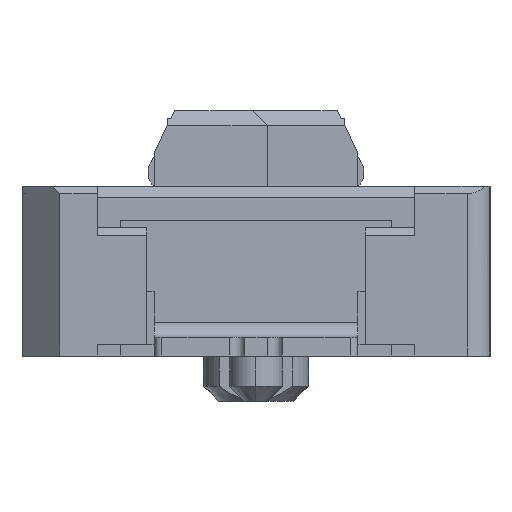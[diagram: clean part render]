
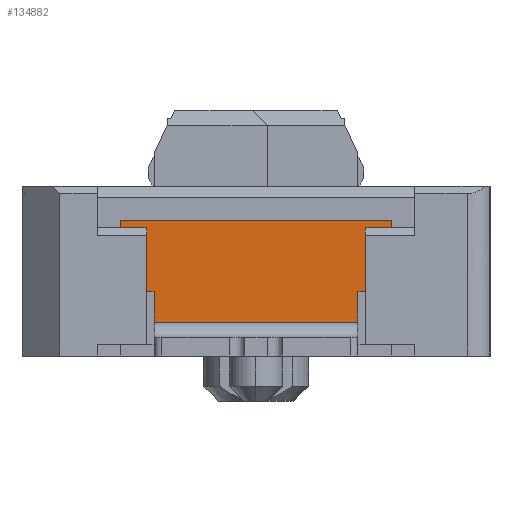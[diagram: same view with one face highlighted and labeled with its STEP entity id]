
A CAD part, left-side view. The second image highlights one B-rep face of the part: STEP entity #134882.
In plain terms, the highlighted planar face has unit normal (-1, 0, 0).
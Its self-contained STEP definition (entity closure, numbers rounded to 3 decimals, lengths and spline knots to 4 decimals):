
#46728=DIRECTION('',(0.,1.,0.));
#46729=VECTOR('',#46728,2.7);
#46730=CARTESIAN_POINT('',(-30.,-1.35,-2.8));
#46731=LINE('',#46730,#46729);
#46732=DIRECTION('',(0.,0.,-1.));
#46733=VECTOR('',#46732,0.4);
#46734=CARTESIAN_POINT('',(-30.,1.35,-2.4));
#46735=LINE('',#46734,#46733);
#46736=DIRECTION('',(0.,-1.,0.));
#46737=VECTOR('',#46736,0.1);
#46738=CARTESIAN_POINT('',(-30.,1.45,-2.4));
#46739=LINE('',#46738,#46737);
#46740=DIRECTION('',(0.,0.,-1.));
#46741=VECTOR('',#46740,0.1);
#46742=CARTESIAN_POINT('',(-30.,1.8,-1.45));
#46743=LINE('',#46742,#46741);
#46744=DIRECTION('',(0.,1.,0.));
#46745=VECTOR('',#46744,3.6);
#46746=CARTESIAN_POINT('',(-30.,-1.8,-1.45));
#46747=LINE('',#46746,#46745);
#46748=DIRECTION('',(0.,0.,1.));
#46749=VECTOR('',#46748,0.1);
#46750=CARTESIAN_POINT('',(-30.,-1.8,-1.55));
#46751=LINE('',#46750,#46749);
#46752=DIRECTION('',(0.,-1.,0.));
#46753=VECTOR('',#46752,0.1);
#46754=CARTESIAN_POINT('',(-30.,-1.35,-2.4));
#46755=LINE('',#46754,#46753);
#46756=DIRECTION('',(0.,0.,1.));
#46757=VECTOR('',#46756,0.4);
#46758=CARTESIAN_POINT('',(-30.,-1.35,-2.8));
#46759=LINE('',#46758,#46757);
#47323=DIRECTION('',(0.,1.,0.));
#47324=VECTOR('',#47323,0.35);
#47325=CARTESIAN_POINT('',(-30.,-1.8,-1.55));
#47326=LINE('',#47325,#47324);
#47343=DIRECTION('',(0.,1.,0.));
#47344=VECTOR('',#47343,0.35);
#47345=CARTESIAN_POINT('',(-30.,1.45,-1.55));
#47346=LINE('',#47345,#47344);
#47427=DIRECTION('',(0.,0.,-1.));
#47428=VECTOR('',#47427,0.85);
#47429=CARTESIAN_POINT('',(-30.,-1.45,-1.55));
#47430=LINE('',#47429,#47428);
#50361=DIRECTION('',(0.,0.,-1.));
#50362=VECTOR('',#50361,0.85);
#50363=CARTESIAN_POINT('',(-30.,1.45,-1.55));
#50364=LINE('',#50363,#50362);
#61668=CARTESIAN_POINT('',(-30.,-1.8,-1.45));
#61669=CARTESIAN_POINT('',(-30.,1.8,-1.45));
#61670=VERTEX_POINT('',#61668);
#61671=VERTEX_POINT('',#61669);
#61672=CARTESIAN_POINT('',(-30.,-1.35,-2.4));
#61673=CARTESIAN_POINT('',(-30.,-1.45,-2.4));
#61674=VERTEX_POINT('',#61672);
#61675=VERTEX_POINT('',#61673);
#61676=CARTESIAN_POINT('',(-30.,-1.8,-1.55));
#61677=VERTEX_POINT('',#61676);
#61678=CARTESIAN_POINT('',(-30.,1.8,-1.55));
#61679=VERTEX_POINT('',#61678);
#61680=CARTESIAN_POINT('',(-30.,1.45,-2.4));
#61681=CARTESIAN_POINT('',(-30.,1.35,-2.4));
#61682=VERTEX_POINT('',#61680);
#61683=VERTEX_POINT('',#61681);
#64092=CARTESIAN_POINT('',(-30.,-1.45,-1.55));
#64093=VERTEX_POINT('',#64092);
#64102=CARTESIAN_POINT('',(-30.,1.45,-1.55));
#64103=VERTEX_POINT('',#64102);
#64545=CARTESIAN_POINT('',(-30.,-1.35,-2.8));
#64546=CARTESIAN_POINT('',(-30.,1.35,-2.8));
#64547=VERTEX_POINT('',#64545);
#64548=VERTEX_POINT('',#64546);
#134852=CARTESIAN_POINT('',(-30.,-1.45,-3.1));
#134853=DIRECTION('',(-1.,0.,0.));
#134854=DIRECTION('',(0.,0.,1.));
#134855=AXIS2_PLACEMENT_3D('',#134852,#134853,#134854);
#134856=PLANE('',#134855);
#134858=ORIENTED_EDGE('',*,*,#134857,.T.);
#134860=ORIENTED_EDGE('',*,*,#134859,.F.);
#134862=ORIENTED_EDGE('',*,*,#134861,.F.);
#134864=ORIENTED_EDGE('',*,*,#134863,.F.);
#134866=ORIENTED_EDGE('',*,*,#134865,.T.);
#134868=ORIENTED_EDGE('',*,*,#134867,.F.);
#134870=ORIENTED_EDGE('',*,*,#134869,.F.);
#134871=ORIENTED_EDGE('',*,*,#134842,.F.);
#134873=ORIENTED_EDGE('',*,*,#134872,.T.);
#134875=ORIENTED_EDGE('',*,*,#134874,.T.);
#134877=ORIENTED_EDGE('',*,*,#134876,.F.);
#134879=ORIENTED_EDGE('',*,*,#134878,.F.);
#134880=EDGE_LOOP('',(#134858,#134860,#134862,#134864,#134866,#134868,#134870,
#134871,#134873,#134875,#134877,#134879));
#134881=FACE_OUTER_BOUND('',#134880,.F.);
#134842=EDGE_CURVE('',#61677,#61670,#46751,.T.);
#134857=EDGE_CURVE('',#64547,#64548,#46731,.T.);
#134859=EDGE_CURVE('',#61683,#64548,#46735,.T.);
#134861=EDGE_CURVE('',#61682,#61683,#46739,.T.);
#134863=EDGE_CURVE('',#64103,#61682,#50364,.T.);
#134865=EDGE_CURVE('',#64103,#61679,#47346,.T.);
#134867=EDGE_CURVE('',#61671,#61679,#46743,.T.);
#134869=EDGE_CURVE('',#61670,#61671,#46747,.T.);
#134872=EDGE_CURVE('',#61677,#64093,#47326,.T.);
#134874=EDGE_CURVE('',#64093,#61675,#47430,.T.);
#134876=EDGE_CURVE('',#61674,#61675,#46755,.T.);
#134878=EDGE_CURVE('',#64547,#61674,#46759,.T.);
#134882=ADVANCED_FACE('',(#134881),#134856,.T.);
